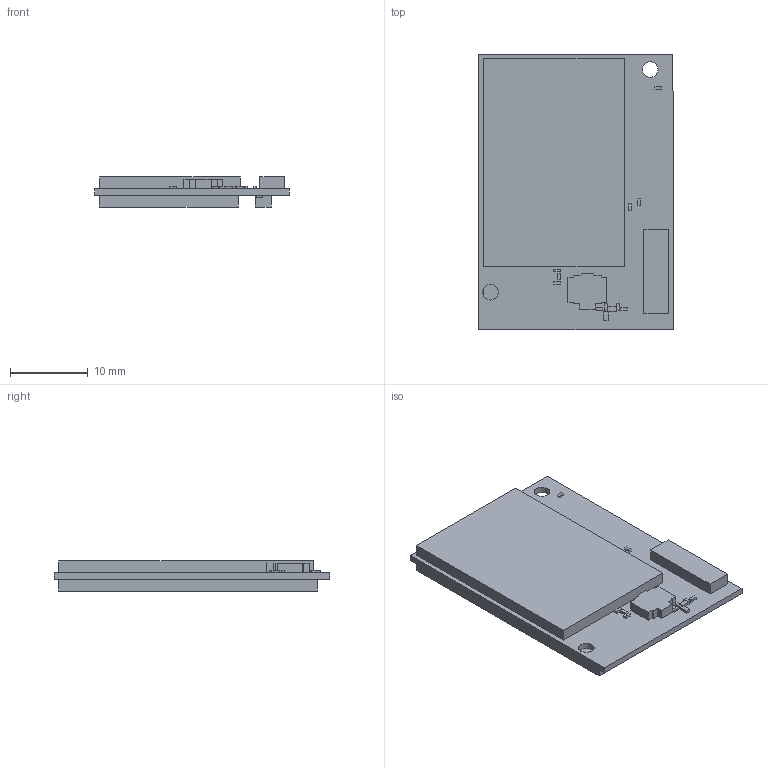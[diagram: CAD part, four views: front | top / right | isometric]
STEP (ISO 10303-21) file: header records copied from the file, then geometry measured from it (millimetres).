
FILE_DESCRIPTION(('FreeCAD Model'),'2;1');
FILE_NAME('edison_Housing.step','2017-09-04T12:03:05',('Author'),(''), 'Open CASCADE STEP processor 6.8','FreeCAD','Unknown');
FILE_SCHEMA(('AUTOMOTIVE_DESIGN_CC2 { 1 2 10303 214 -1 1 5 4 }'));
Length unit declared in the file: millimetre
Products named in the file (27): ASSEMBLY; BOARD_edison-1; SML0201_3556-002; SB_EMMC_SHIELD_15400-1; SB_SOC_SHIELD_1OF2_15400-1; SM1P0X1P25_10000-1; W3006_15500-1; SMRT0201_3300-1; LGA55_11300-1; CONN_COAX_SMT_2P6SQ_3P_12497-1; BGA169_12X16_H1P0_10000-1; 2X35_P4MM_BTB_AXT_HDR_MB_15400-1; SML0806_10160-002; SMR0201_2616-028; SMC0805_0P95H_9500-002; BGA36_0P5_40H_10160-1; SMC0603_HI_VALUE_10008-1; SMC0201_3556-065; SMC0402_6500-002; SMC0603_10008-002; SMY2P_49X83_6096-1; SMY_4P_79X98_PAD37X39_7112-1; SML2520_40H_10160-1; BGA168_P4MM_5P12X6P75_6250-1; BGA796_P400_12700-1; Default; BGA10_P5MM_1P4X1P9_5000-1
Assembly tree (168 placements, depth 2):
  ASSEMBLY
    BOARD_edison-1
    SML0201_3556-002  x2
    SB_EMMC_SHIELD_15400-1
    SB_SOC_SHIELD_1OF2_15400-1
    SM1P0X1P25_10000-1
    W3006_15500-1
    SMRT0201_3300-1
    LGA55_11300-1
    CONN_COAX_SMT_2P6SQ_3P_12497-1
    BGA169_12X16_H1P0_10000-1
    2X35_P4MM_BTB_AXT_HDR_MB_15400-1
    SML0806_10160-002  x4
    SMR0201_2616-028  x30
    SMC0805_0P95H_9500-002  x5
    BGA36_0P5_40H_10160-1
    SMC0603_HI_VALUE_10008-1  x2
    SMC0201_3556-065  x82
    SMC0402_6500-002  x18
    SMC0603_10008-002  x7
    SMY2P_49X83_6096-1
    SMY_4P_79X98_PAD37X39_7112-1
    SML2520_40H_10160-1
    BGA168_P4MM_5P12X6P75_6250-1
    BGA796_P400_12700-1
    Default
    BGA10_P5MM_1P4X1P9_5000-1
Bounding box: 25 x 35.5 x 3.9 mm (x, y, z)
Volume: 3123.2 mm3; surface area: 6365.4 mm2
Topology: 167 solids, 167 shells, 1028 faces, 2082 edges, 1388 vertices
Faces by surface type: plane 1026, cylinder 2
Full cylindrical faces by diameter (mm): 2 x2
Entity records: 6492 total; most frequent: DIRECTION 1072, CARTESIAN_POINT 975, ORIENTED_EDGE 756, EDGE_CURVE 378, LINE 374, VECTOR 374, AXIS2_PLACEMENT_3D 349, VERTEX_POINT 252
